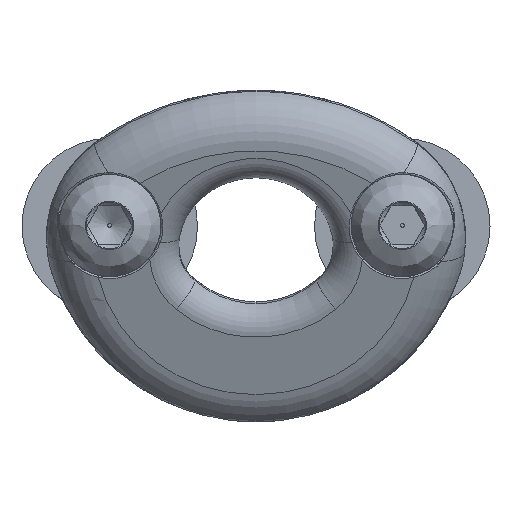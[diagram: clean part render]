
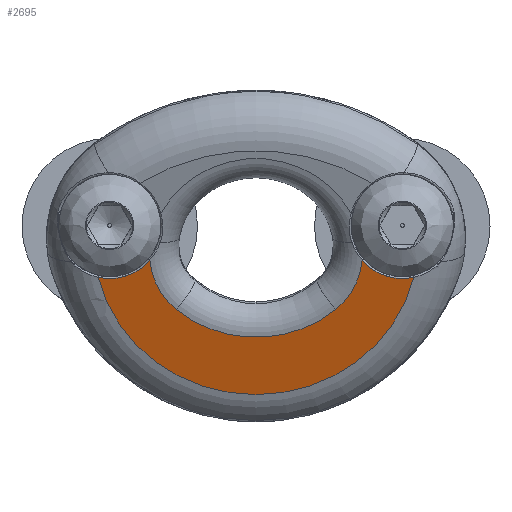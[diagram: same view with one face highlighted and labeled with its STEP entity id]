
A CAD part, top view. The second image highlights one B-rep face of the part: STEP entity #2695.
In plain terms, the highlighted planar face has unit normal (0, -0.342, 0.94).
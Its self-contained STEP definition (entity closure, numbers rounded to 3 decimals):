
#175=ELLIPSE('',#2861,5.747,5.4);
#176=ELLIPSE('',#2862,5.747,5.4);
#180=ELLIPSE('',#2929,5.747,5.4);
#182=ELLIPSE('',#2932,5.747,5.4);
#547=FACE_OUTER_BOUND('',#734,.T.);
#734=EDGE_LOOP('',(#2116,#2117,#2118,#2119,#2120,#2121,#2122,#2123));
#884=CIRCLE('',#2879,7.962);
#909=CIRCLE('',#2919,16.627);
#932=CIRCLE('',#2955,7.962);
#938=CIRCLE('',#2963,12.462);
#1087=VERTEX_POINT('',#4403);
#1088=VERTEX_POINT('',#4433);
#1089=VERTEX_POINT('',#4456);
#1111=VERTEX_POINT('',#4900);
#1145=VERTEX_POINT('',#5305);
#1154=VERTEX_POINT('',#5502);
#1155=VERTEX_POINT('',#5532);
#1168=VERTEX_POINT('',#5954);
#1355=EDGE_CURVE('',#1088,#1087,#175,.T.);
#1356=EDGE_CURVE('',#1089,#1088,#176,.T.);
#1394=EDGE_CURVE('',#1111,#1087,#884,.T.);
#1450=EDGE_CURVE('',#1089,#1145,#909,.T.);
#1469=EDGE_CURVE('',#1155,#1154,#180,.T.);
#1472=EDGE_CURVE('',#1145,#1155,#182,.T.);
#1502=EDGE_CURVE('',#1168,#1154,#932,.T.);
#1508=EDGE_CURVE('',#1111,#1168,#938,.T.);
#2116=ORIENTED_EDGE('',*,*,#1472,.F.);
#2117=ORIENTED_EDGE('',*,*,#1450,.F.);
#2118=ORIENTED_EDGE('',*,*,#1356,.T.);
#2119=ORIENTED_EDGE('',*,*,#1355,.T.);
#2120=ORIENTED_EDGE('',*,*,#1394,.F.);
#2121=ORIENTED_EDGE('',*,*,#1508,.T.);
#2122=ORIENTED_EDGE('',*,*,#1502,.T.);
#2123=ORIENTED_EDGE('',*,*,#1469,.F.);
#2560=PLANE('',#2962);
#2695=ADVANCED_FACE('',(#547),#2560,.F.);
#2861=AXIS2_PLACEMENT_3D('',#4435,#3239,#3240);
#2862=AXIS2_PLACEMENT_3D('',#4457,#3241,#3242);
#2879=AXIS2_PLACEMENT_3D('',#4902,#3276,#3277);
#2919=AXIS2_PLACEMENT_3D('',#5306,#3362,#3363);
#2929=AXIS2_PLACEMENT_3D('',#5534,#3382,#3383);
#2932=AXIS2_PLACEMENT_3D('',#5557,#3388,#3389);
#2955=AXIS2_PLACEMENT_3D('',#5955,#3434,#3435);
#2962=AXIS2_PLACEMENT_3D('',#5963,#3448,#3449);
#2963=AXIS2_PLACEMENT_3D('',#5964,#3450,#3451);
#3239=DIRECTION('center_axis',(0.,0.342,-0.94));
#3240=DIRECTION('ref_axis',(0.,-0.94,-0.342));
#3241=DIRECTION('center_axis',(0.,0.342,-0.94));
#3242=DIRECTION('ref_axis',(0.,-0.94,-0.342));
#3276=DIRECTION('center_axis',(0.,-0.342,
0.94));
#3277=DIRECTION('ref_axis',(0.656,-0.709,-0.258));
#3362=DIRECTION('center_axis',(0.,0.342,-0.94));
#3363=DIRECTION('ref_axis',(0.992,-0.117,-0.043));
#3382=DIRECTION('center_axis',(0.,-0.342,
0.94));
#3383=DIRECTION('ref_axis',(0.,-0.94,-0.342));
#3388=DIRECTION('center_axis',(0.,-0.342,
0.94));
#3389=DIRECTION('ref_axis',(0.,-0.94,-0.342));
#3434=DIRECTION('center_axis',(0.,0.342,-0.94));
#3435=DIRECTION('ref_axis',(-0.656,-0.709,-0.258));
#3448=DIRECTION('center_axis',(0.,0.342,-0.94));
#3449=DIRECTION('ref_axis',(0.,0.94,0.342));
#3450=DIRECTION('center_axis',(0.,0.342,-0.94));
#3451=DIRECTION('ref_axis',(0.,-0.94,-0.342));
#4403=CARTESIAN_POINT('',(10.888,-3.552,11.389));
#4433=CARTESIAN_POINT('',(13.355,-5.195,10.791));
#4435=CARTESIAN_POINT('Origin',(15.,-0.051,12.663));
#4456=CARTESIAN_POINT('',(16.178,-5.321,10.745));
#4457=CARTESIAN_POINT('Origin',(15.,-0.051,12.663));
#4900=CARTESIAN_POINT('',(8.176,-8.599,9.552));
#4902=CARTESIAN_POINT('Origin',(2.952,-2.953,11.607));
#5305=CARTESIAN_POINT('',(-16.178,-5.321,10.745));
#5306=CARTESIAN_POINT('Origin',(0.,-1.715,
12.058));
#5502=CARTESIAN_POINT('',(-10.888,-3.552,11.389));
#5532=CARTESIAN_POINT('',(-13.355,-5.195,10.791));
#5534=CARTESIAN_POINT('Origin',(-15.,-0.051,12.663));
#5557=CARTESIAN_POINT('Origin',(-15.,-0.051,12.663));
#5954=CARTESIAN_POINT('',(-8.176,-8.599,9.552));
#5955=CARTESIAN_POINT('Origin',(-2.952,-2.953,11.607));
#5963=CARTESIAN_POINT('Origin',(0.,-26.127,3.172));
#5964=CARTESIAN_POINT('Origin',(0.,0.238,
12.768));
